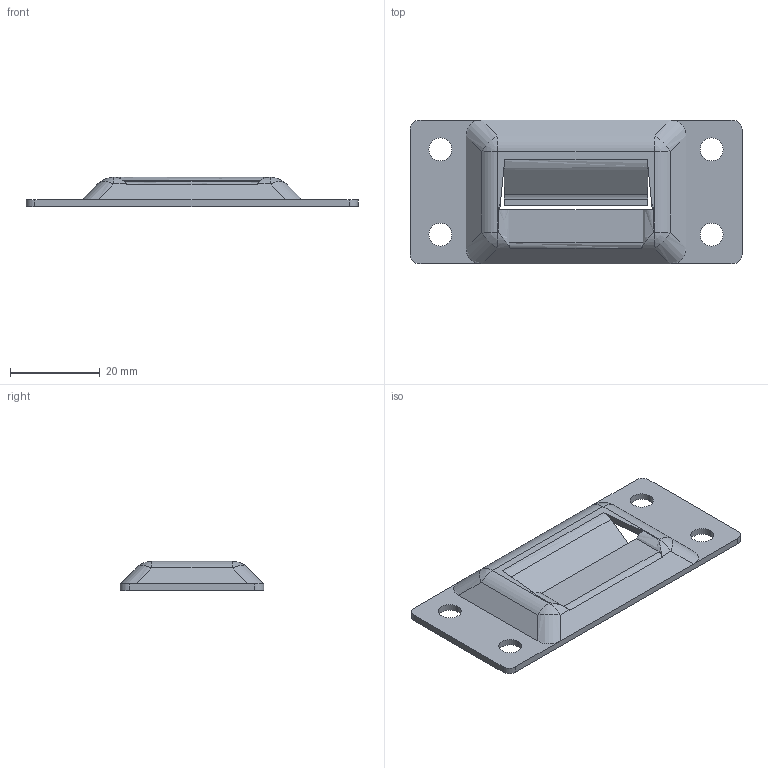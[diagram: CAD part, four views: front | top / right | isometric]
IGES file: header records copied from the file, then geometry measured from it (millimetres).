
Start section: SolidWorks IGES file using analytic representation for surfaces
Global section: file name: 1630keep.IGS; native system: SolidWorks 2011; preprocessor: SolidWorks 2011; author: martinb; date: 110801.101427; units: millimetre
Bounding box: 74 x 32 x 6.53 mm (x, y, z)
Volume: 3725.2 mm3; surface area: 5639.6 mm2
Topology: 1 solids, 1 shells, 81 faces, 216 edges, 128 vertices
Faces by surface type: revolution 52, plane 29
